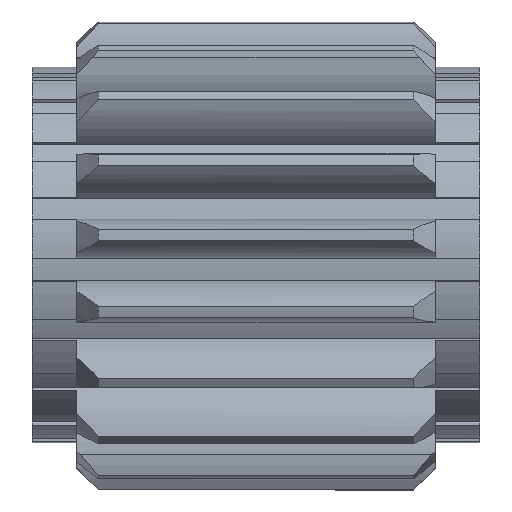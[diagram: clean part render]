
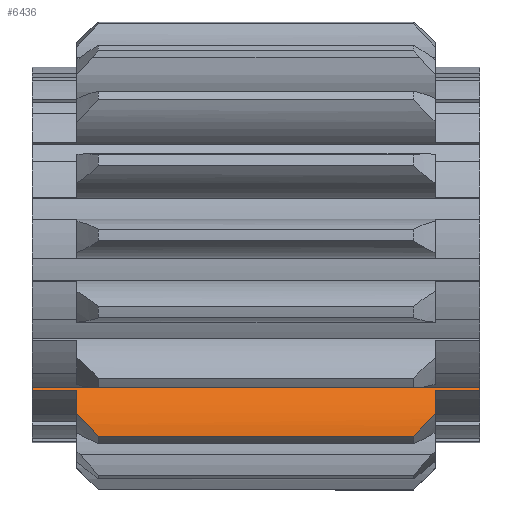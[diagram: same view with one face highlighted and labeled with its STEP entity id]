
A CAD part, top view. The second image highlights one B-rep face of the part: STEP entity #6436.
In plain terms, the highlighted cylindrical face has radius 3.016 mm (diameter 6.033 mm), a partial arc.
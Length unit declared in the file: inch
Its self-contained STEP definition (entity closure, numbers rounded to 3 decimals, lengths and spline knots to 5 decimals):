
#236 = CARTESIAN_POINT ( 'NONE',  ( 0.03, -0.25393, 0.20781 ) ) ;
#242 = ORIENTED_EDGE ( 'NONE', *, *, #554, .T. ) ;
#318 = VECTOR ( 'NONE', #7274, 39.37008 ) ;
#520 = DIRECTION ( 'NONE',  ( 1., 0., 0. ) ) ;
#554 = EDGE_CURVE ( 'NONE', #2723, #3645, #3169, .T. ) ;
#585 = DIRECTION ( 'NONE',  ( -1., 0., 0. ) ) ;
#612 = DIRECTION ( 'NONE',  ( -1., 0., 0. ) ) ;
#684 = CARTESIAN_POINT ( 'NONE',  ( 0.5, -0.26422, 0.08951 ) ) ;
#690 = LINE ( 'NONE', #5214, #3007 ) ;
#829 = CARTESIAN_POINT ( 'NONE',  ( 0.47966, -0.24227, 0.2068 ) ) ;
#875 = AXIS2_PLACEMENT_3D ( 'NONE', #3368, #520, #6256 ) ;
#1014 = EDGE_CURVE ( 'NONE', #2015, #2389, #2394, .T. ) ;
#1230 = EDGE_CURVE ( 'NONE', #3370, #6321, #6481, .T. ) ;
#1232 = ORIENTED_EDGE ( 'NONE', *, *, #2316, .T. ) ;
#1316 = DIRECTION ( 'NONE',  ( 0., 0., 1. ) ) ;
#1545 = CARTESIAN_POINT ( 'NONE',  ( 0.5, -0.22099, 0.20011 ) ) ;
#1656 = CARTESIAN_POINT ( 'NONE',  ( 0., -0.22099, 0.20011 ) ) ;
#1670 = ORIENTED_EDGE ( 'NONE', *, *, #4952, .T. ) ;
#1735 = EDGE_CURVE ( 'NONE', #6741, #5753, #3268, .T. ) ;
#1877 = AXIS2_PLACEMENT_3D ( 'NONE', #684, #612, #5177 ) ;
#1880 = DIRECTION ( 'NONE',  ( 1., 0., 0. ) ) ;
#1888 = EDGE_CURVE ( 'NONE', #3645, #2015, #5969, .T. ) ;
#1966 = DIRECTION ( 'NONE',  ( 0., 0., -1. ) ) ;
#2015 = VERTEX_POINT ( 'NONE', #7323 ) ;
#2036 = CARTESIAN_POINT ( 'NONE',  ( 0.01035, -0.2313, 0.20414 ) ) ;
#2119 = ORIENTED_EDGE ( 'NONE', *, *, #1230, .F. ) ;
#2121 = AXIS2_PLACEMENT_3D ( 'NONE', #2545, #7159, #5956 ) ;
#2270 = CARTESIAN_POINT ( 'NONE',  ( 0.5, -0.18942, 0.18174 ) ) ;
#2316 = EDGE_CURVE ( 'NONE', #6741, #2608, #690, .T. ) ;
#2389 = VERTEX_POINT ( 'NONE', #1545 ) ;
#2394 = B_SPLINE_CURVE_WITH_KNOTS ( 'NONE', 3,
 ( #2570, #829, #4858, #7151 ),
 .UNSPECIFIED., .F., .F.,
 ( 4, 4 ),
 ( 0., 0.00115 ),
 .UNSPECIFIED. ) ;
#2453 = EDGE_CURVE ( 'NONE', #2608, #2723, #2835, .T. ) ;
#2545 = CARTESIAN_POINT ( 'NONE',  ( 0., -0.26422, 0.08951 ) ) ;
#2570 = CARTESIAN_POINT ( 'NONE',  ( 0.47, -0.25393, 0.20781 ) ) ;
#2584 = CARTESIAN_POINT ( 'NONE',  ( 0.5625, -0.18942, 0.18174 ) ) ;
#2608 = VERTEX_POINT ( 'NONE', #5957 ) ;
#2723 = VERTEX_POINT ( 'NONE', #1656 ) ;
#2835 = CIRCLE ( 'NONE', #2121, 0.11875 ) ;
#3007 = VECTOR ( 'NONE', #1880, 39.37008 ) ;
#3073 = VERTEX_POINT ( 'NONE', #2270 ) ;
#3169 = B_SPLINE_CURVE_WITH_KNOTS ( 'NONE', 3,
 ( #4168, #2036, #4319, #236 ),
 .UNSPECIFIED., .F., .F.,
 ( 4, 4 ),
 ( 0., 0.00115 ),
 .UNSPECIFIED. ) ;
#3207 = CARTESIAN_POINT ( 'NONE',  ( 0.5625, -0.1855, 0.17842 ) ) ;
#3268 = CIRCLE ( 'NONE', #4904, 0.11875 ) ;
#3368 = CARTESIAN_POINT ( 'NONE',  ( 0.5625, -0.26422, 0.08951 ) ) ;
#3370 = VERTEX_POINT ( 'NONE', #3207 ) ;
#3393 = LINE ( 'NONE', #7401, #3796 ) ;
#3421 = CARTESIAN_POINT ( 'NONE',  ( -0.0625, -0.1855, 0.17842 ) ) ;
#3645 = VERTEX_POINT ( 'NONE', #5717 ) ;
#3796 = VECTOR ( 'NONE', #585, 39.37008 ) ;
#3805 = CIRCLE ( 'NONE', #4408, 0.11875 ) ;
#3829 = LINE ( 'NONE', #5997, #318 ) ;
#3843 = EDGE_CURVE ( 'NONE', #3073, #6321, #3829, .T. ) ;
#3923 = ORIENTED_EDGE ( 'NONE', *, *, #1014, .T. ) ;
#4078 = EDGE_LOOP ( 'NONE', ( #5532, #3923, #5866, #5509, #2119, #1670, #6732, #1232, #5868, #242 ) ) ;
#4139 = DIRECTION ( 'NONE',  ( -1., 0., 0. ) ) ;
#4168 = CARTESIAN_POINT ( 'NONE',  ( 0., -0.22099, 0.20011 ) ) ;
#4319 = CARTESIAN_POINT ( 'NONE',  ( 0.02034, -0.24227, 0.2068 ) ) ;
#4408 = AXIS2_PLACEMENT_3D ( 'NONE', #5427, #7188, #1316 ) ;
#4858 = CARTESIAN_POINT ( 'NONE',  ( 0.48965, -0.2313, 0.20414 ) ) ;
#4904 = AXIS2_PLACEMENT_3D ( 'NONE', #7090, #4139, #1966 ) ;
#4916 = CARTESIAN_POINT ( 'NONE',  ( 0.5, -0.25393, 0.20781 ) ) ;
#4952 = EDGE_CURVE ( 'NONE', #3370, #5753, #3393, .T. ) ;
#5027 = VECTOR ( 'NONE', #6647, 39.37008 ) ;
#5177 = DIRECTION ( 'NONE',  ( 0., 0., 1. ) ) ;
#5214 = CARTESIAN_POINT ( 'NONE',  ( -0.86711, -0.18942, 0.18174 ) ) ;
#5427 = CARTESIAN_POINT ( 'NONE',  ( 0.5, -0.26422, 0.08951 ) ) ;
#5509 = ORIENTED_EDGE ( 'NONE', *, *, #3843, .T. ) ;
#5532 = ORIENTED_EDGE ( 'NONE', *, *, #1888, .T. ) ;
#5662 = FACE_OUTER_BOUND ( 'NONE', #4078, .T. ) ;
#5717 = CARTESIAN_POINT ( 'NONE',  ( 0.03, -0.25393, 0.20781 ) ) ;
#5753 = VERTEX_POINT ( 'NONE', #3421 ) ;
#5866 = ORIENTED_EDGE ( 'NONE', *, *, #5896, .T. ) ;
#5868 = ORIENTED_EDGE ( 'NONE', *, *, #2453, .T. ) ;
#5896 = EDGE_CURVE ( 'NONE', #2389, #3073, #3805, .T. ) ;
#5956 = DIRECTION ( 'NONE',  ( 0., 0., 1. ) ) ;
#5957 = CARTESIAN_POINT ( 'NONE',  ( 0., -0.18942, 0.18174 ) ) ;
#5969 = LINE ( 'NONE', #4916, #5027 ) ;
#5997 = CARTESIAN_POINT ( 'NONE',  ( -0.86711, -0.18942, 0.18174 ) ) ;
#6256 = DIRECTION ( 'NONE',  ( 0., 0., -1. ) ) ;
#6321 = VERTEX_POINT ( 'NONE', #2584 ) ;
#6436 = ADVANCED_FACE ( 'NONE', ( #5662 ), #7389, .T. ) ;
#6481 = CIRCLE ( 'NONE', #875, 0.11875 ) ;
#6647 = DIRECTION ( 'NONE',  ( 1., 0., 0. ) ) ;
#6732 = ORIENTED_EDGE ( 'NONE', *, *, #1735, .F. ) ;
#6741 = VERTEX_POINT ( 'NONE', #7398 ) ;
#7090 = CARTESIAN_POINT ( 'NONE',  ( -0.0625, -0.26422, 0.08951 ) ) ;
#7151 = CARTESIAN_POINT ( 'NONE',  ( 0.5, -0.22099, 0.20011 ) ) ;
#7159 = DIRECTION ( 'NONE',  ( 1., 0., 0. ) ) ;
#7188 = DIRECTION ( 'NONE',  ( -1., 0., 0. ) ) ;
#7274 = DIRECTION ( 'NONE',  ( 1., 0., 0. ) ) ;
#7323 = CARTESIAN_POINT ( 'NONE',  ( 0.47, -0.25393, 0.20781 ) ) ;
#7389 = CYLINDRICAL_SURFACE ( 'NONE', #1877, 0.11875 ) ;
#7398 = CARTESIAN_POINT ( 'NONE',  ( -0.0625, -0.18942, 0.18174 ) ) ;
#7401 = CARTESIAN_POINT ( 'NONE',  ( 0.5, -0.1855, 0.17842 ) ) ;
